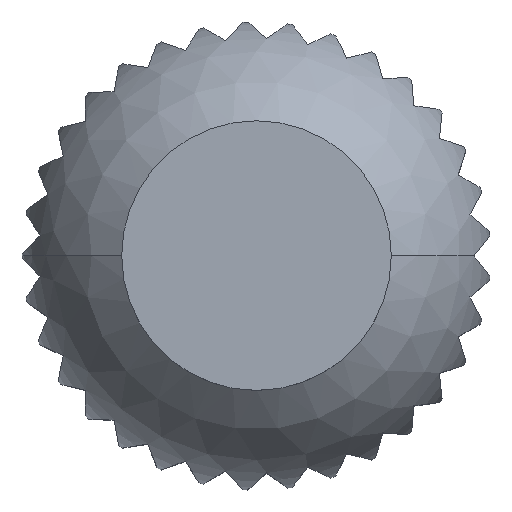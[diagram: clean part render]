
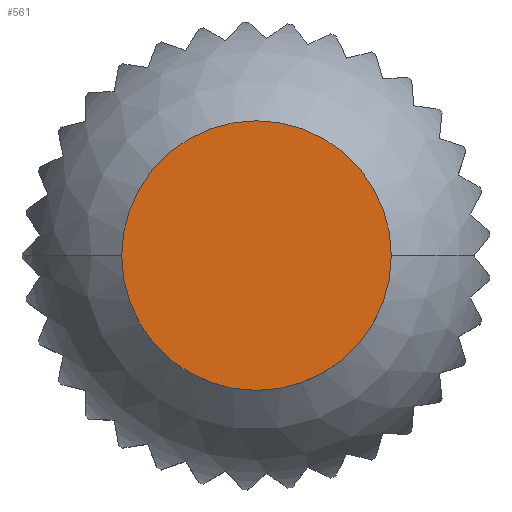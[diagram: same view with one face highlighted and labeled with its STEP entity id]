
A CAD part, top view. The second image highlights one B-rep face of the part: STEP entity #561.
In plain terms, the highlighted planar face has unit normal (0, 0, 1).
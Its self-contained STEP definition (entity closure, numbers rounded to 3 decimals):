
#561=ADVANCED_FACE('',(#1508),#1509,.T.);
#747=VERTEX_POINT('',#1755);
#1039=EDGE_CURVE('',#1245,#747,#2079,.T.);
#1245=VERTEX_POINT('',#2313);
#1409=EDGE_CURVE('',#747,#1245,#2498,.T.);
#1508=FACE_OUTER_BOUND('',#2611,.T.);
#1509=PLANE('',#2612);
#1755=CARTESIAN_POINT('',(11.5,0.,93.5));
#2079=CIRCLE('',#3449,11.5);
#2313=CARTESIAN_POINT('',(-11.5,0.,93.5));
#2498=CIRCLE('',#4035,11.5);
#2611=EDGE_LOOP('',(#4140,#4141));
#2612=AXIS2_PLACEMENT_3D('',#4142,#4143,#4144);
#3449=AXIS2_PLACEMENT_3D('',#4835,#4836,#4837);
#4035=AXIS2_PLACEMENT_3D('',#5354,#5355,#5356);
#4140=ORIENTED_EDGE('',*,*,#1409,.T.);
#4141=ORIENTED_EDGE('',*,*,#1039,.T.);
#4142=CARTESIAN_POINT('',(5.75,0.,93.5));
#4143=DIRECTION('',(0.0,0.0,1.0));
#4144=DIRECTION('',(-1.0,0.,0.0));
#4835=CARTESIAN_POINT('',(0.,0.,93.5));
#4836=DIRECTION('',(0.0,0.0,1.0));
#4837=DIRECTION('',(1.0,0.,0.0));
#5354=CARTESIAN_POINT('',(0.,0.,93.5));
#5355=DIRECTION('',(0.0,0.0,1.0));
#5356=DIRECTION('',(1.0,0.,0.0));
